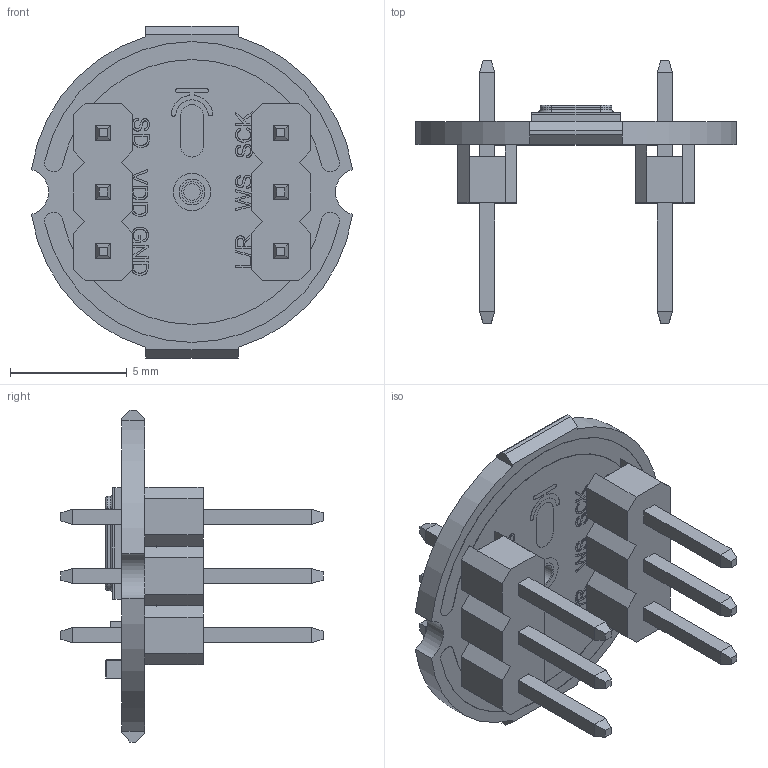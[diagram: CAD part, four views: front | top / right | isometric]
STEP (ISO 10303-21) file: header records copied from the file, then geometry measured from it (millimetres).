
FILE_DESCRIPTION(/* description */ (''),/* implementation_level */ '2;1');
FILE_NAME(/* name */ 'INMP441 I2S Microphone Module v15.step',/* time_stamp */ '2024-01-21T01:39:03Z',/* author */ (''),/* organization */ (''),/* preprocessor_version */ 'ST-DEVELOPER v20',/* originating_system */ 'Autodesk Translation Framework v12.14.0.127',/* authorisation */ '');
FILE_SCHEMA (('AUTOMOTIVE_DESIGN { 1 0 10303 214 3 1 1 }'));
Length unit declared in the file: millimetre
Products named in the file (7): INMP441 I2S Microphone Module; 0603 Resistor; C0603_070; C0603_070_1; Part 3; Part 2; Part 1
Assembly tree (6 placements, depth 4):
  INMP441 I2S Microphone Module
    0603 Resistor
    C0603_070
      C0603_070_1
        Part 3
        Part 2
        Part 1
Bounding box: 13.77 x 11.25 x 14.24 mm (x, y, z)
Volume: 263.6 mm3; surface area: 921.7 mm2
Topology: 25 solids, 25 shells, 907 faces, 2336 edges, 1520 vertices
Faces by surface type: plane 514, bspline 292, cylinder 85, sphere 8, torus 8
Full cylindrical faces by diameter (mm): 0.7 x1, 0.9 x1, 0.95 x6, 1.1 x7, 1.6 x7
Entity records: 32494 total; most frequent: CARTESIAN_POINT 11804, ORIENTED_EDGE 4656, DIRECTION 3178, EDGE_CURVE 2328, LINE 1566, VECTOR 1566, VERTEX_POINT 1520, EDGE_LOOP 996
